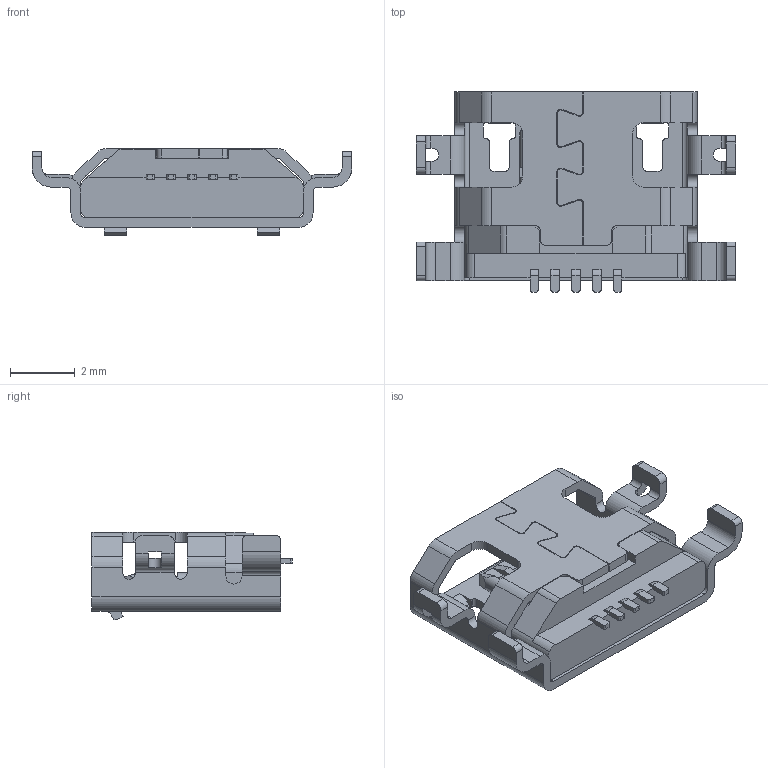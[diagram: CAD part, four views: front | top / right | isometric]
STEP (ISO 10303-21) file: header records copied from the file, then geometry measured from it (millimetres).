
FILE_DESCRIPTION(('CoCreate Modeling STEP Export'),'2;1');
FILE_NAME('010101010-004-107 沉板0.8 四脚插板 无翻边.stp','2017-03-10T16:19:41',(''),(''),'CoCreate Modeling STEP processor for AP214 (Solid Model)','CoCreate Modeling 16.00 13-May-2008 (C) Parametric Technology GmbH','');
FILE_SCHEMA(('AUTOMOTIVE_DESIGN { 1 0 10303 214 1 1 1 1 }'));
Length unit declared in the file: millimetre
Products named in the file (2): 4DIP08HOUSING.1; 010101010-004
Assembly tree (1 placements, depth 2):
  010101010-004
    4DIP08HOUSING.1
Bounding box: 9.9 x 6.2 x 2.7 mm (x, y, z)
Volume: 53.1 mm3; surface area: 274.5 mm2
Topology: 1 solids, 1 shells, 555 faces, 1607 edges, 1036 vertices
Faces by surface type: plane 357, cylinder 180, cone 16, torus 2
Entity records: 18230 total; most frequent: CARTESIAN_POINT 3380, ORIENTED_EDGE 3214, DIRECTION 3000, EDGE_CURVE 1607, VECTOR 1160, LINE 1160, VERTEX_POINT 1036, AXIS2_PLACEMENT_3D 920
